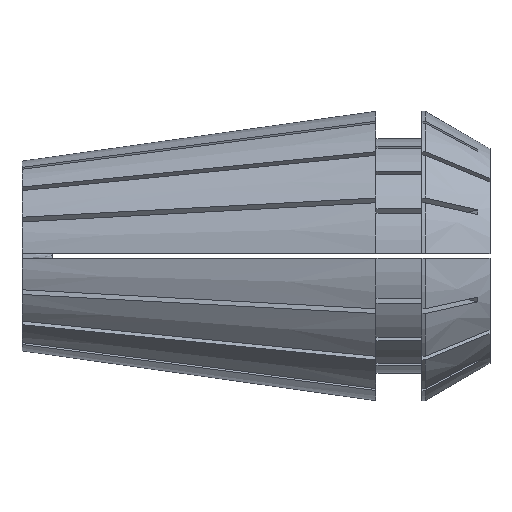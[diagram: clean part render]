
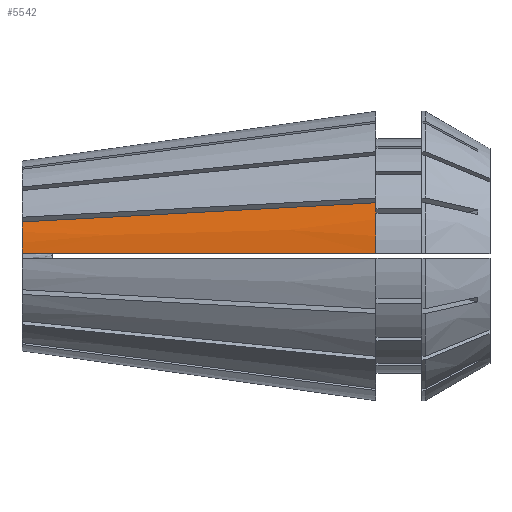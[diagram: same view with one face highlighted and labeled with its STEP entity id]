
A CAD part, top view. The second image highlights one B-rep face of the part: STEP entity #5542.
In plain terms, the highlighted conical face has half-angle 8 degrees and reference radius 8.5 mm.
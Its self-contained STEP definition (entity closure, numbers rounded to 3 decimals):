
#151 = AXIS2_PLACEMENT_3D ( 'NONE', #2855, #1933, #2941 ) ;
#250 = CARTESIAN_POINT ( 'NONE',  ( 1.398, 0.15, 5.772 ) ) ;
#251 = EDGE_CURVE ( 'NONE', #2438, #5021, #1683, .T. ) ;
#313 = CARTESIAN_POINT ( 'NONE',  ( 0., 1.995, 5.208 ) ) ;
#555 = EDGE_CURVE ( 'NONE', #5021, #5100, #5768, .T. ) ;
#766 = CARTESIAN_POINT ( 'NONE',  ( 0., 0.15, 5.575 ) ) ;
#768 = CARTESIAN_POINT ( 'NONE',  ( 0.466, 0.15, 5.641 ) ) ;
#825 = CARTESIAN_POINT ( 'NONE',  ( 9.696, 2.517, 6.467 ) ) ;
#910 = CARTESIAN_POINT ( 'NONE',  ( 0., 0., 0. ) ) ;
#1027 = AXIS2_PLACEMENT_3D ( 'NONE', #2316, #1793, #5854 ) ;
#1206 = AXIS2_PLACEMENT_3D ( 'NONE', #910, #4417, #1396 ) ;
#1298 = CARTESIAN_POINT ( 'NONE',  ( 17.099, 2.915, 7.429 ) ) ;
#1396 = DIRECTION ( 'NONE',  ( 0., 0., 1. ) ) ;
#1683 = B_SPLINE_CURVE_WITH_KNOTS ( 'NONE', 3,
 ( #5805, #3245, #4240, #2769, #6344, #3263, #250, #3760, #768, #4261 ),
 .UNSPECIFIED., .F., .F.,
 ( 4, 3, 3, 4 ),
 ( 0.035, 0.045, 0.055, 0.056 ),
 .UNSPECIFIED. ) ;
#1770 = ORIENTED_EDGE ( 'NONE', *, *, #2661, .T. ) ;
#1793 = DIRECTION ( 'NONE',  ( 1., 0., 0. ) ) ;
#1933 = DIRECTION ( 'NONE',  ( -1., 0., 0. ) ) ;
#2316 = CARTESIAN_POINT ( 'NONE',  ( 20.8, 0., 0. ) ) ;
#2352 = FACE_OUTER_BOUND ( 'NONE', #4772, .T. ) ;
#2438 = VERTEX_POINT ( 'NONE', #3297 ) ;
#2661 = EDGE_CURVE ( 'NONE', #2438, #4080, #6157, .T. ) ;
#2769 = CARTESIAN_POINT ( 'NONE',  ( 11.435, 0.15, 7.183 ) ) ;
#2831 = CARTESIAN_POINT ( 'NONE',  ( 0., 1.995, 5.208 ) ) ;
#2855 = CARTESIAN_POINT ( 'NONE',  ( 20.8, 0., 0. ) ) ;
#2941 = DIRECTION ( 'NONE',  ( 0., 0., 1. ) ) ;
#3245 = CARTESIAN_POINT ( 'NONE',  ( 17.678, 0.15, 8.06 ) ) ;
#3263 = CARTESIAN_POINT ( 'NONE',  ( 4.743, 0.15, 6.242 ) ) ;
#3297 = CARTESIAN_POINT ( 'NONE',  ( 20.8, 0.15, 8.499 ) ) ;
#3350 = ORIENTED_EDGE ( 'NONE', *, *, #251, .F. ) ;
#3507 = ORIENTED_EDGE ( 'NONE', *, *, #555, .F. ) ;
#3647 = CARTESIAN_POINT ( 'NONE',  ( 20.8, 3.114, 7.909 ) ) ;
#3760 = CARTESIAN_POINT ( 'NONE',  ( 0.932, 0.15, 5.706 ) ) ;
#3819 = CARTESIAN_POINT ( 'NONE',  ( 6.464, 2.343, 6.048 ) ) ;
#4080 = VERTEX_POINT ( 'NONE', #3647 ) ;
#4240 = CARTESIAN_POINT ( 'NONE',  ( 14.557, 0.15, 7.621 ) ) ;
#4261 = CARTESIAN_POINT ( 'NONE',  ( 0., 0.15, 5.575 ) ) ;
#4322 = CARTESIAN_POINT ( 'NONE',  ( 13.397, 2.716, 6.948 ) ) ;
#4417 = DIRECTION ( 'NONE',  ( -1., 0., 0. ) ) ;
#4772 = EDGE_LOOP ( 'NONE', ( #5049, #3507, #3350, #1770 ) ) ;
#4830 = CARTESIAN_POINT ( 'NONE',  ( 20.8, 3.114, 7.909 ) ) ;
#5021 = VERTEX_POINT ( 'NONE', #766 ) ;
#5049 = ORIENTED_EDGE ( 'NONE', *, *, #5557, .F. ) ;
#5100 = VERTEX_POINT ( 'NONE', #313 ) ;
#5542 = ADVANCED_FACE ( 'NONE', ( #2352 ), #5914, .T. ) ;
#5557 = EDGE_CURVE ( 'NONE', #5100, #4080, #5931, .T. ) ;
#5768 = CIRCLE ( 'NONE', #1206, 5.577 ) ;
#5805 = CARTESIAN_POINT ( 'NONE',  ( 20.8, 0.15, 8.499 ) ) ;
#5854 = DIRECTION ( 'NONE',  ( 0., 0., -1. ) ) ;
#5883 = CARTESIAN_POINT ( 'NONE',  ( 3.232, 2.169, 5.628 ) ) ;
#5914 = CONICAL_SURFACE ( 'NONE', #1027, 8.5, 0.14 ) ;
#5931 = B_SPLINE_CURVE_WITH_KNOTS ( 'NONE', 3,
 ( #2831, #5883, #3819, #825, #4322, #1298, #4830 ),
 .UNSPECIFIED., .F., .F.,
 ( 4, 3, 4 ),
 ( 0., 0.01, 0.021 ),
 .UNSPECIFIED. ) ;
#6157 = CIRCLE ( 'NONE', #151, 8.5 ) ;
#6344 = CARTESIAN_POINT ( 'NONE',  ( 8.089, 0.15, 6.712 ) ) ;
